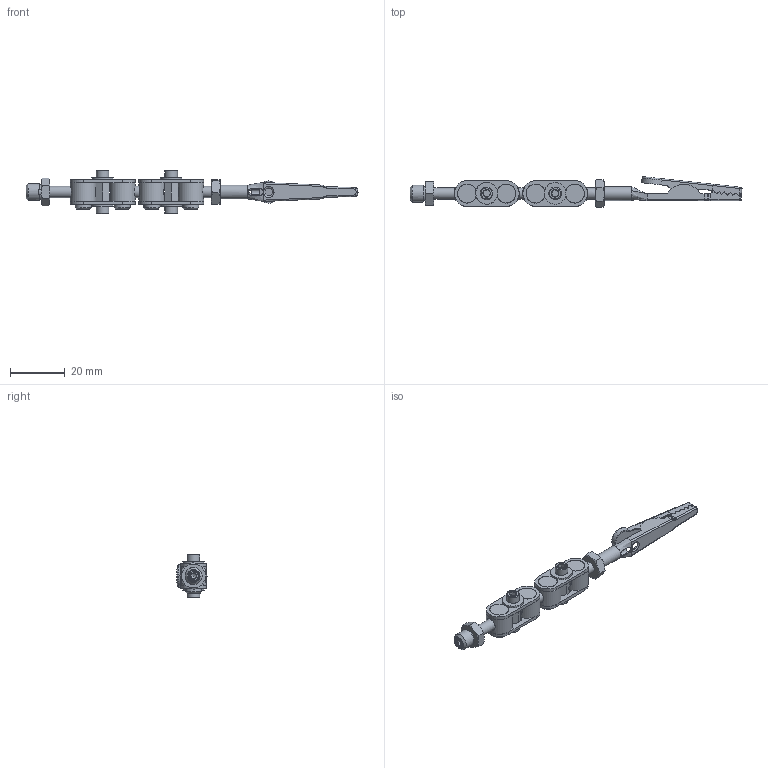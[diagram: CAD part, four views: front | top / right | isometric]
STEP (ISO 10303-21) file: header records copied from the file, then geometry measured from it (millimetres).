
FILE_DESCRIPTION (( 'STEP AP203' ), '1' );
FILE_NAME ('20200000_step.STEP', '2023-04-19T18:30:16', ( '' ), ( '' ), 'SwSTEP 2.0', 'SolidWorks 2016', '' );
FILE_SCHEMA (( 'CONFIG_CONTROL_DESIGN' ));
Length unit declared in the file: inch
Products named in the file (1): 20200000_step
Bounding box: 121.62 x 11.22 x 16.05 mm (x, y, z)
Volume: 4748.9 mm3; surface area: 6478 mm2
Topology: 1 solids, 9 shells, 732 faces, 1791 edges, 1088 vertices
Faces by surface type: plane 408, cylinder 145, cone 144, torus 16, bspline 11, sphere 8
Full cylindrical faces by diameter (mm): 1.524 x2, 1.88 x1, 2.381 x4, 2.845 x4, 3.175 x4, 3.454 x5, 4.166 x5, 4.216 x1, 4.648 x4, 5.08 x1, 5.842 x4, 6.223 x1, 6.858 x8, 6.985 x8, 7.925 x4, 9.525 x2
Entity records: 23670 total; most frequent: CARTESIAN_POINT 7622, DIRECTION 3263, ORIENTED_EDGE 3198, EDGE_CURVE 1599, AXIS2_PLACEMENT_3D 1200, VERTEX_POINT 1011, EDGE_LOOP 902, VECTOR 863
